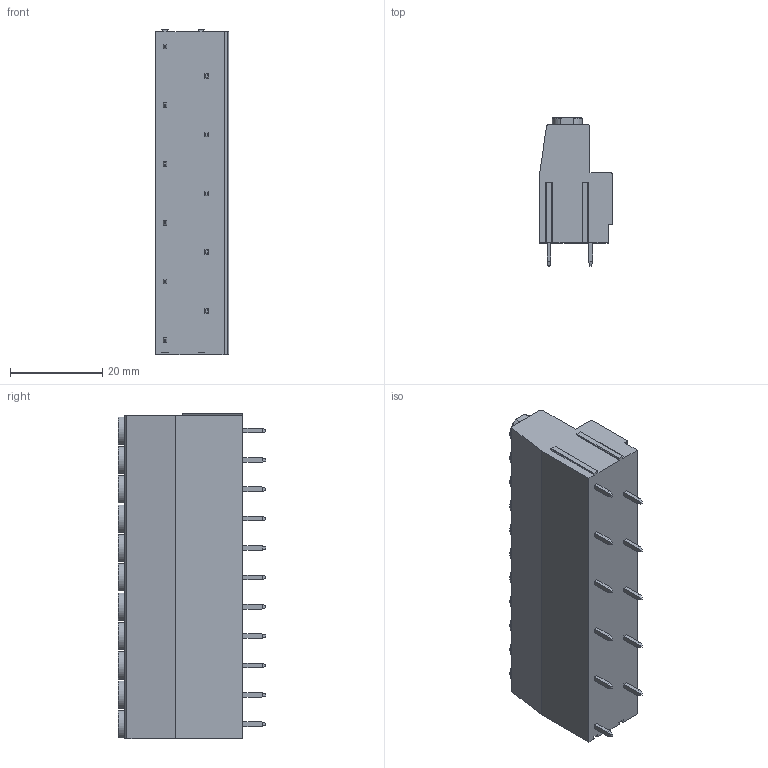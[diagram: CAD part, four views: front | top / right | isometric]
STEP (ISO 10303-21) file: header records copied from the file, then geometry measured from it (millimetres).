
FILE_DESCRIPTION((''),'2;1');
FILE_NAME('PRT0050','2024-10-21T',('yanfa'),(''),'PRO/ENGINEER BY PARAMETRIC TECHNOLOGY CORPORATION, 2009280','PRO/ENGINEER BY PARAMETRIC TECHNOLOGY CORPORATION, 2009280','');
FILE_SCHEMA(('AUTOMOTIVE_DESIGN_CC2 { 1 2 10303 214 -1 1 5 2 }'));
Length unit declared in the file: millimetre
Products named in the file (1): PRT0050
Bounding box: 15.85 x 32 x 70.45 mm (x, y, z)
Volume: 20825.6 mm3; surface area: 9528.9 mm2
Topology: 1 solids, 1 shells, 604 faces, 1531 edges, 984 vertices
Faces by surface type: plane 368, cylinder 148, torus 44, cone 44
Entity records: 18547 total; most frequent: CARTESIAN_POINT 3801, ORIENTED_EDGE 3062, DIRECTION 3035, EDGE_CURVE 1531, VECTOR 1059, LINE 1059, AXIS2_PLACEMENT_3D 988, VERTEX_POINT 984
